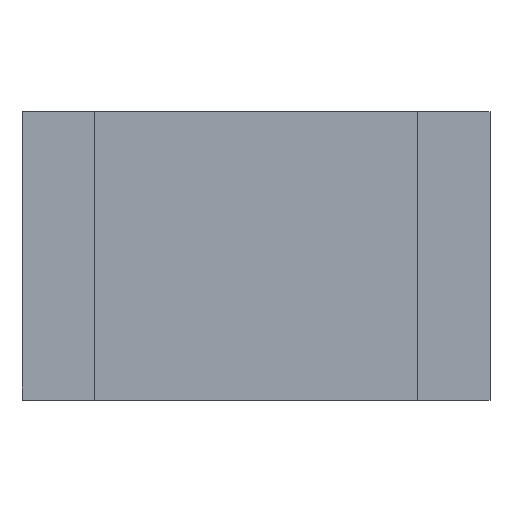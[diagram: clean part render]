
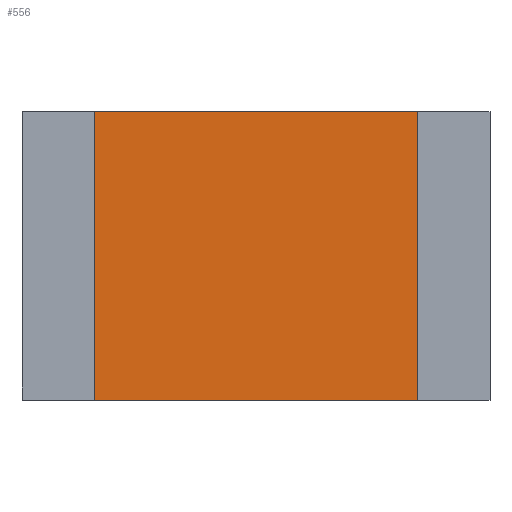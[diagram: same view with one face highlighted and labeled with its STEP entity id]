
A CAD part, top view. The second image highlights one B-rep face of the part: STEP entity #556.
In plain terms, the highlighted planar face has unit normal (0, 0, 1).
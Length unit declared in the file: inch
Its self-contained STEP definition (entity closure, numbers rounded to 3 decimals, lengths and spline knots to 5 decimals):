
#52=FACE_OUTER_BOUND('',#84,.T.);
#84=EDGE_LOOP('',(#489,#490,#491,#492));
#147=LINE('',#866,#219);
#150=LINE('',#872,#222);
#153=LINE('',#878,#225);
#156=LINE('',#882,#228);
#219=VECTOR('',#712,0.056);
#222=VECTOR('',#717,0.05);
#225=VECTOR('',#722,0.056);
#228=VECTOR('',#727,0.05);
#271=VERTEX_POINT('',#863);
#272=VERTEX_POINT('',#865);
#274=VERTEX_POINT('',#871);
#276=VERTEX_POINT('',#877);
#339=EDGE_CURVE('',#272,#271,#147,.T.);
#342=EDGE_CURVE('',#274,#272,#150,.T.);
#345=EDGE_CURVE('',#276,#274,#153,.T.);
#348=EDGE_CURVE('',#271,#276,#156,.T.);
#489=ORIENTED_EDGE('',*,*,#348,.T.);
#490=ORIENTED_EDGE('',*,*,#345,.T.);
#491=ORIENTED_EDGE('',*,*,#342,.T.);
#492=ORIENTED_EDGE('',*,*,#339,.T.);
#524=PLANE('',#593);
#556=ADVANCED_FACE('',(#52),#524,.T.);
#593=AXIS2_PLACEMENT_3D('',#884,#730,#731);
#712=DIRECTION('',(-1.,0.,0.));
#717=DIRECTION('',(0.,1.,0.));
#722=DIRECTION('',(1.,0.,0.));
#727=DIRECTION('',(0.,-1.,0.));
#730=DIRECTION('center_axis',(0.,0.,1.));
#731=DIRECTION('ref_axis',(1.,0.,0.));
#863=CARTESIAN_POINT('',(-0.02913,0.06175,0.0158));
#865=CARTESIAN_POINT('',(0.02687,0.06175,0.0158));
#866=CARTESIAN_POINT('',(-0.04113,0.06175,0.0158));
#871=CARTESIAN_POINT('',(0.02687,0.01175,0.0158));
#872=CARTESIAN_POINT('',(0.02687,0.06175,0.0158));
#877=CARTESIAN_POINT('',(-0.02913,0.01175,0.0158));
#878=CARTESIAN_POINT('',(0.03887,0.01175,0.0158));
#882=CARTESIAN_POINT('',(-0.02913,0.01175,0.0158));
#884=CARTESIAN_POINT('Origin',(-0.00113,0.03675,
0.0158));
